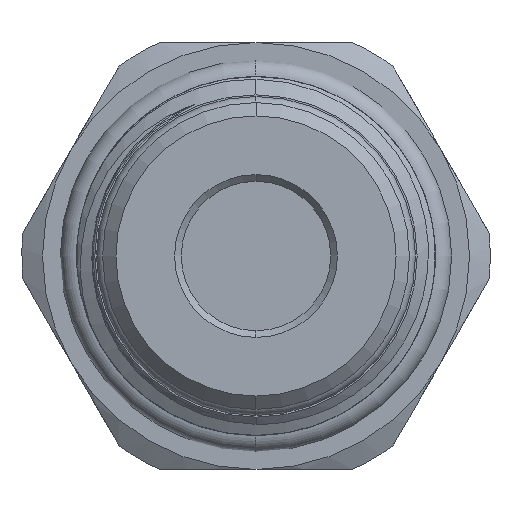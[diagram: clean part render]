
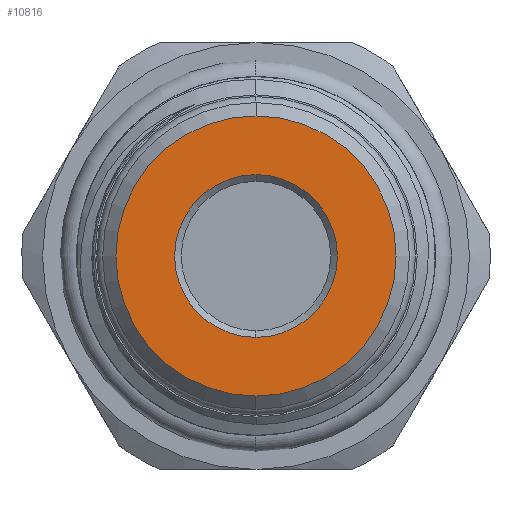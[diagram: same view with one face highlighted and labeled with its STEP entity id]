
A CAD part, left-side view. The second image highlights one B-rep face of the part: STEP entity #10816.
In plain terms, the highlighted planar face has unit normal (-1, 0, 0).
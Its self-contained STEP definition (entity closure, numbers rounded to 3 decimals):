
#210 = VERTEX_POINT ( 'NONE', #2665 ) ;
#797 = CIRCLE ( 'NONE', #7487, 10.5 ) ;
#974 = ORIENTED_EDGE ( 'NONE', *, *, #1958, .T. ) ;
#1428 = VERTEX_POINT ( 'NONE', #9521 ) ;
#1539 = CARTESIAN_POINT ( 'NONE',  ( -29.274, -2.703, 0. ) ) ;
#1557 = DIRECTION ( 'NONE',  ( 0., 0., 1. ) ) ;
#1792 = DIRECTION ( 'NONE',  ( 0., 0., 1. ) ) ;
#1808 = VERTEX_POINT ( 'NONE', #3315 ) ;
#1946 = VERTEX_POINT ( 'NONE', #10434 ) ;
#1958 = EDGE_CURVE ( 'NONE', #1808, #1946, #797, .T. ) ;
#2105 = FACE_OUTER_BOUND ( 'NONE', #3286, .T. ) ;
#2276 = DIRECTION ( 'NONE',  ( -1., 0., 0. ) ) ;
#2665 = CARTESIAN_POINT ( 'NONE',  ( -29.274, -2.703, 6.1 ) ) ;
#3286 = EDGE_LOOP ( 'NONE', ( #6503, #974 ) ) ;
#3315 = CARTESIAN_POINT ( 'NONE',  ( -29.274, -2.703, -10.5 ) ) ;
#3399 = FACE_BOUND ( 'NONE', #3687, .T. ) ;
#3687 = EDGE_LOOP ( 'NONE', ( #4999, #3697 ) ) ;
#3697 = ORIENTED_EDGE ( 'NONE', *, *, #9156, .T. ) ;
#3820 = CARTESIAN_POINT ( 'NONE',  ( -29.274, -2.703, 0. ) ) ;
#4313 = AXIS2_PLACEMENT_3D ( 'NONE', #3820, #4895, #6136 ) ;
#4895 = DIRECTION ( 'NONE',  ( 1., 0., 0. ) ) ;
#4999 = ORIENTED_EDGE ( 'NONE', *, *, #12706, .T. ) ;
#5047 = EDGE_CURVE ( 'NONE', #1946, #1808, #13529, .T. ) ;
#5260 = CIRCLE ( 'NONE', #13824, 6.1 ) ;
#6136 = DIRECTION ( 'NONE',  ( 0., 0., 1. ) ) ;
#6503 = ORIENTED_EDGE ( 'NONE', *, *, #5047, .T. ) ;
#7487 = AXIS2_PLACEMENT_3D ( 'NONE', #10731, #8461, #1557 ) ;
#8021 = CARTESIAN_POINT ( 'NONE',  ( -29.274, -2.703, 0. ) ) ;
#8461 = DIRECTION ( 'NONE',  ( -1., 0., 0. ) ) ;
#9156 = EDGE_CURVE ( 'NONE', #210, #1428, #10536, .T. ) ;
#9316 = AXIS2_PLACEMENT_3D ( 'NONE', #8021, #2276, #11267 ) ;
#9521 = CARTESIAN_POINT ( 'NONE',  ( -29.274, -2.703, -6.1 ) ) ;
#10434 = CARTESIAN_POINT ( 'NONE',  ( -29.274, -2.703, 10.5 ) ) ;
#10536 = CIRCLE ( 'NONE', #4313, 6.1 ) ;
#10731 = CARTESIAN_POINT ( 'NONE',  ( -29.274, -2.703, 0. ) ) ;
#10816 = ADVANCED_FACE ( 'NONE', ( #2105, #3399 ), #11629, .F. ) ;
#10847 = DIRECTION ( 'NONE',  ( 1., 0., 0. ) ) ;
#11087 = AXIS2_PLACEMENT_3D ( 'NONE', #1539, #11891, #1792 ) ;
#11267 = DIRECTION ( 'NONE',  ( 0., 0., 1. ) ) ;
#11629 = PLANE ( 'NONE',  #11087 ) ;
#11891 = DIRECTION ( 'NONE',  ( 1., 0., 0. ) ) ;
#11960 = CARTESIAN_POINT ( 'NONE',  ( -29.274, -2.703, 0. ) ) ;
#12117 = DIRECTION ( 'NONE',  ( 0., 0., 1. ) ) ;
#12706 = EDGE_CURVE ( 'NONE', #1428, #210, #5260, .T. ) ;
#13529 = CIRCLE ( 'NONE', #9316, 10.5 ) ;
#13824 = AXIS2_PLACEMENT_3D ( 'NONE', #11960, #10847, #12117 ) ;
